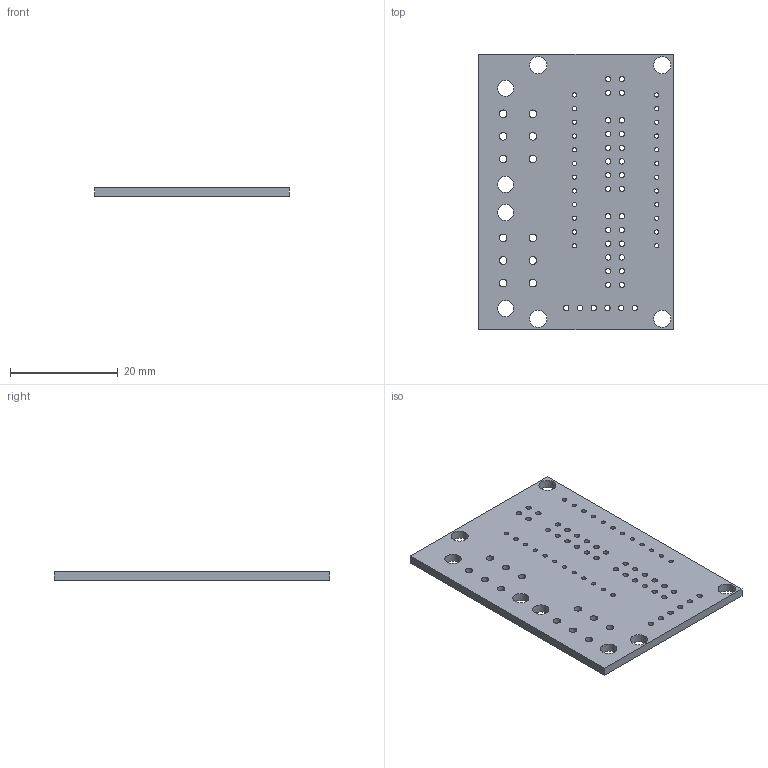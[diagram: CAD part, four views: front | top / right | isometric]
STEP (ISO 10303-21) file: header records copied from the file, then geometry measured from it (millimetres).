
FILE_DESCRIPTION(('KiCad electronic assembly'),'2;1');
FILE_NAME('ABSIS_ALE.step','2023-01-09T22:03:11',('Pcbnew'),('Kicad'), 'Open CASCADE STEP processor 7.6','KiCad to STEP converter','Unknown' );
FILE_SCHEMA(('AUTOMOTIVE_DESIGN { 1 0 10303 214 1 1 1 1 }'));
Length unit declared in the file: millimetre
Products named in the file (2): ABSIS_ALE 1; ABSIS_ALE PCB
Assembly tree (1 placements, depth 2):
  ABSIS_ALE 1
    ABSIS_ALE PCB
Bounding box: 36 x 51 x 1.6 mm (x, y, z)
Volume: 2749.3 mm3; surface area: 4191.5 mm2
Topology: 1 solids, 1 shells, 84 faces, 246 edges, 164 vertices
Faces by surface type: cylinder 78, plane 6
Full cylindrical faces by diameter (mm): 0.8 x24, 1 x34, 1.4 x12, 3 x4, 3.2 x4
Entity records: 6443 total; most frequent: DIRECTION 1066, CARTESIAN_POINT 988, ORIENTED_EDGE 492, PCURVE 492, DEFINITIONAL_REPRESENTATION 492, LINE 426, VECTOR 426, CIRCLE 312
